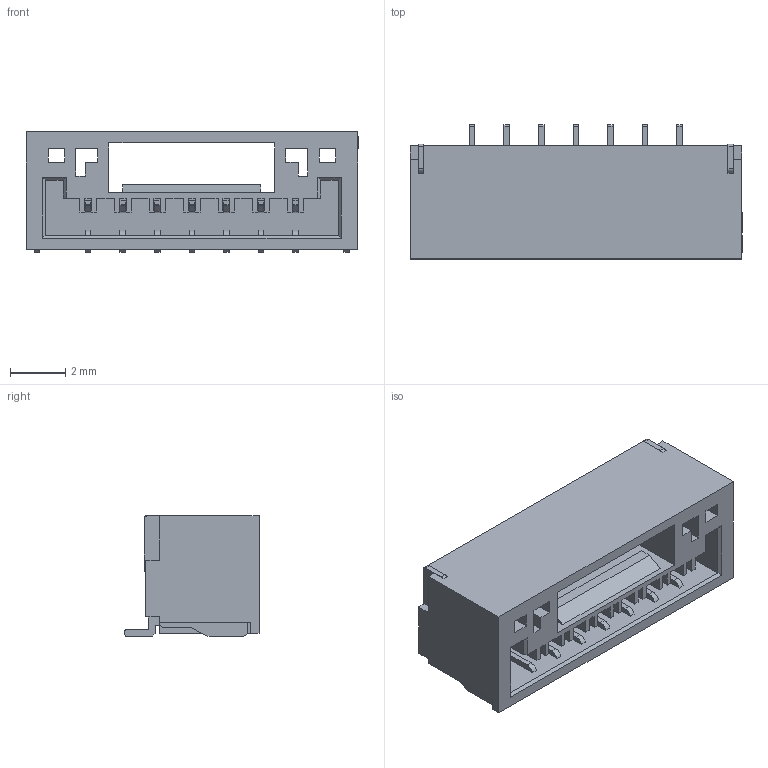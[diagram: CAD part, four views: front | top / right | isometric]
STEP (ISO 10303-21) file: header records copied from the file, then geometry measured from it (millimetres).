
FILE_DESCRIPTION (( 'STEP AP214' ), '1' );
FILE_NAME ('CONN-SMD_7P-P1.25_XYECONN_XY-GH1.25-7A61.STEP', '2024-02-11T06:57:11', ( '' ), ( '' ), 'SwSTEP 2.0', 'SolidWorks 2020', '' );
FILE_SCHEMA (( 'AUTOMOTIVE_DESIGN' ));
Length unit declared in the file: millimetre
Products named in the file (1): CONN-SMD_7P-P1.25_XYECONN_XY-GH1.25-7A61
Bounding box: 12.01 x 4.85 x 4.35 mm (x, y, z)
Volume: 105.2 mm3; surface area: 626.4 mm2
Topology: 3 solids, 3 shells, 663 faces, 1881 edges, 1252 vertices
Faces by surface type: plane 484, bspline 98, cylinder 81
Entity records: 29192 total; most frequent: CARTESIAN_POINT 5103, ORIENTED_EDGE 3762, DIRECTION 2975, EDGE_CURVE 1881, VECTOR 1519, LINE 1519, VERTEX_POINT 1252, AXIS2_PLACEMENT_3D 728
